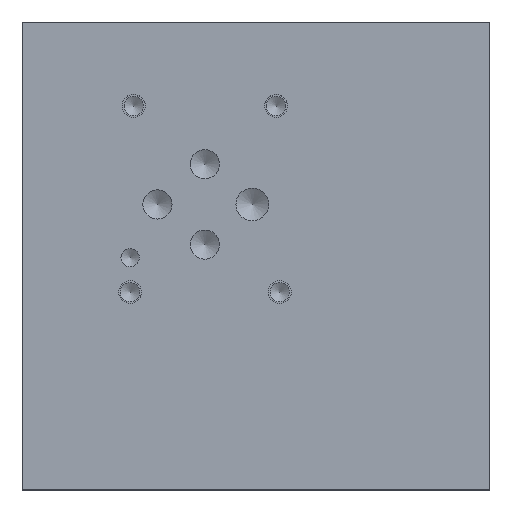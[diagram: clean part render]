
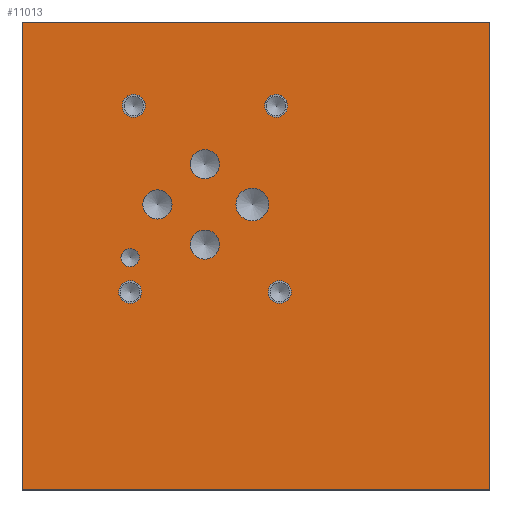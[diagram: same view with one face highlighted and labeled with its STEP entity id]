
A CAD part, top view. The second image highlights one B-rep face of the part: STEP entity #11013.
In plain terms, the highlighted planar face has unit normal (0, 0, 1).
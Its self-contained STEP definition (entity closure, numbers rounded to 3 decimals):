
#284=CIRCLE('',#11592,3.569);
#285=CIRCLE('',#11593,3.569);
#288=CIRCLE('',#11598,3.175);
#289=CIRCLE('',#11599,3.175);
#292=CIRCLE('',#11604,3.175);
#293=CIRCLE('',#11605,3.175);
#296=CIRCLE('',#11610,3.175);
#297=CIRCLE('',#11611,3.175);
#300=CIRCLE('',#11616,1.981);
#301=CIRCLE('',#11617,1.981);
#307=CIRCLE('',#11626,2.502);
#308=CIRCLE('',#11627,2.502);
#314=CIRCLE('',#11637,2.502);
#315=CIRCLE('',#11638,2.502);
#321=CIRCLE('',#11648,2.502);
#322=CIRCLE('',#11649,2.502);
#328=CIRCLE('',#11659,2.502);
#329=CIRCLE('',#11660,2.502);
#402=FACE_BOUND('',#2037,.T.);
#403=FACE_BOUND('',#2038,.T.);
#404=FACE_BOUND('',#2039,.T.);
#405=FACE_BOUND('',#2040,.T.);
#406=FACE_BOUND('',#2041,.T.);
#407=FACE_BOUND('',#2042,.T.);
#408=FACE_BOUND('',#2043,.T.);
#409=FACE_BOUND('',#2044,.T.);
#410=FACE_BOUND('',#2045,.T.);
#1402=FACE_OUTER_BOUND('',#2036,.T.);
#2036=EDGE_LOOP('',(#9678,#9679,#9680,#9681));
#2037=EDGE_LOOP('',(#9682,#9683));
#2038=EDGE_LOOP('',(#9684,#9685));
#2039=EDGE_LOOP('',(#9686,#9687));
#2040=EDGE_LOOP('',(#9688,#9689));
#2041=EDGE_LOOP('',(#9690,#9691));
#2042=EDGE_LOOP('',(#9692,#9693));
#2043=EDGE_LOOP('',(#9694,#9695));
#2044=EDGE_LOOP('',(#9696,#9697));
#2045=EDGE_LOOP('',(#9698,#9699));
#2392=LINE('',#16422,#3409);
#2817=LINE('',#17597,#3834);
#2875=LINE('',#17868,#3892);
#3063=LINE('',#19013,#4080);
#3409=VECTOR('',#12201,10.);
#3834=VECTOR('',#12930,10.);
#3892=VECTOR('',#13042,10.);
#4080=VECTOR('',#13956,10.);
#4449=VERTEX_POINT('',#16419);
#4450=VERTEX_POINT('',#16421);
#4768=VERTEX_POINT('',#17595);
#4826=VERTEX_POINT('',#17867);
#5072=VERTEX_POINT('',#18865);
#5073=VERTEX_POINT('',#18866);
#5077=VERTEX_POINT('',#18878);
#5078=VERTEX_POINT('',#18879);
#5082=VERTEX_POINT('',#18891);
#5083=VERTEX_POINT('',#18892);
#5087=VERTEX_POINT('',#18904);
#5088=VERTEX_POINT('',#18905);
#5092=VERTEX_POINT('',#18917);
#5093=VERTEX_POINT('',#18918);
#5100=VERTEX_POINT('',#18937);
#5101=VERTEX_POINT('',#18938);
#5108=VERTEX_POINT('',#18959);
#5109=VERTEX_POINT('',#18960);
#5116=VERTEX_POINT('',#18981);
#5117=VERTEX_POINT('',#18982);
#5124=VERTEX_POINT('',#19003);
#5125=VERTEX_POINT('',#19004);
#5677=EDGE_CURVE('',#4450,#4449,#2392,.T.);
#6144=EDGE_CURVE('',#4449,#4768,#2817,.T.);
#6226=EDGE_CURVE('',#4826,#4450,#2875,.T.);
#6583=EDGE_CURVE('',#5072,#5073,#284,.T.);
#6584=EDGE_CURVE('',#5073,#5072,#285,.T.);
#6589=EDGE_CURVE('',#5077,#5078,#288,.T.);
#6590=EDGE_CURVE('',#5078,#5077,#289,.T.);
#6595=EDGE_CURVE('',#5082,#5083,#292,.T.);
#6596=EDGE_CURVE('',#5083,#5082,#293,.T.);
#6601=EDGE_CURVE('',#5087,#5088,#296,.T.);
#6602=EDGE_CURVE('',#5088,#5087,#297,.T.);
#6607=EDGE_CURVE('',#5092,#5093,#300,.T.);
#6608=EDGE_CURVE('',#5093,#5092,#301,.T.);
#6616=EDGE_CURVE('',#5100,#5101,#307,.T.);
#6617=EDGE_CURVE('',#5101,#5100,#308,.T.);
#6626=EDGE_CURVE('',#5108,#5109,#314,.T.);
#6627=EDGE_CURVE('',#5109,#5108,#315,.T.);
#6636=EDGE_CURVE('',#5116,#5117,#321,.T.);
#6637=EDGE_CURVE('',#5117,#5116,#322,.T.);
#6646=EDGE_CURVE('',#5124,#5125,#328,.T.);
#6647=EDGE_CURVE('',#5125,#5124,#329,.T.);
#6651=EDGE_CURVE('',#4768,#4826,#3063,.T.);
#9678=ORIENTED_EDGE('',*,*,#5677,.T.);
#9679=ORIENTED_EDGE('',*,*,#6144,.T.);
#9680=ORIENTED_EDGE('',*,*,#6651,.T.);
#9681=ORIENTED_EDGE('',*,*,#6226,.T.);
#9682=ORIENTED_EDGE('',*,*,#6583,.T.);
#9683=ORIENTED_EDGE('',*,*,#6584,.T.);
#9684=ORIENTED_EDGE('',*,*,#6589,.T.);
#9685=ORIENTED_EDGE('',*,*,#6590,.T.);
#9686=ORIENTED_EDGE('',*,*,#6595,.T.);
#9687=ORIENTED_EDGE('',*,*,#6596,.T.);
#9688=ORIENTED_EDGE('',*,*,#6601,.T.);
#9689=ORIENTED_EDGE('',*,*,#6602,.T.);
#9690=ORIENTED_EDGE('',*,*,#6607,.T.);
#9691=ORIENTED_EDGE('',*,*,#6608,.T.);
#9692=ORIENTED_EDGE('',*,*,#6616,.T.);
#9693=ORIENTED_EDGE('',*,*,#6617,.T.);
#9694=ORIENTED_EDGE('',*,*,#6626,.T.);
#9695=ORIENTED_EDGE('',*,*,#6627,.T.);
#9696=ORIENTED_EDGE('',*,*,#6636,.T.);
#9697=ORIENTED_EDGE('',*,*,#6637,.T.);
#9698=ORIENTED_EDGE('',*,*,#6646,.T.);
#9699=ORIENTED_EDGE('',*,*,#6647,.T.);
#10026=PLANE('',#11666);
#11013=ADVANCED_FACE('',(#1402,#402,#403,#404,#405,#406,#407,#408,#409,
#410),#10026,.T.);
#11592=AXIS2_PLACEMENT_3D('',#18867,#13790,#13791);
#11593=AXIS2_PLACEMENT_3D('',#18868,#13792,#13793);
#11598=AXIS2_PLACEMENT_3D('',#18880,#13804,#13805);
#11599=AXIS2_PLACEMENT_3D('',#18881,#13806,#13807);
#11604=AXIS2_PLACEMENT_3D('',#18893,#13818,#13819);
#11605=AXIS2_PLACEMENT_3D('',#18894,#13820,#13821);
#11610=AXIS2_PLACEMENT_3D('',#18906,#13832,#13833);
#11611=AXIS2_PLACEMENT_3D('',#18907,#13834,#13835);
#11616=AXIS2_PLACEMENT_3D('',#18919,#13846,#13847);
#11617=AXIS2_PLACEMENT_3D('',#18920,#13848,#13849);
#11626=AXIS2_PLACEMENT_3D('',#18939,#13868,#13869);
#11627=AXIS2_PLACEMENT_3D('',#18940,#13870,#13871);
#11637=AXIS2_PLACEMENT_3D('',#18961,#13893,#13894);
#11638=AXIS2_PLACEMENT_3D('',#18962,#13895,#13896);
#11648=AXIS2_PLACEMENT_3D('',#18983,#13918,#13919);
#11649=AXIS2_PLACEMENT_3D('',#18984,#13920,#13921);
#11659=AXIS2_PLACEMENT_3D('',#19005,#13943,#13944);
#11660=AXIS2_PLACEMENT_3D('',#19006,#13945,#13946);
#11666=AXIS2_PLACEMENT_3D('',#19016,#13961,#13962);
#12201=DIRECTION('',(1.,0.,0.));
#12930=DIRECTION('',(0.,1.,0.));
#13042=DIRECTION('',(0.,-1.,0.));
#13790=DIRECTION('center_axis',(0.,0.,-1.));
#13791=DIRECTION('ref_axis',(1.,0.,0.));
#13792=DIRECTION('center_axis',(0.,0.,-1.));
#13793=DIRECTION('ref_axis',(1.,0.,0.));
#13804=DIRECTION('center_axis',(0.,0.,-1.));
#13805=DIRECTION('ref_axis',(1.,0.,0.));
#13806=DIRECTION('center_axis',(0.,0.,-1.));
#13807=DIRECTION('ref_axis',(1.,0.,0.));
#13818=DIRECTION('center_axis',(0.,0.,-1.));
#13819=DIRECTION('ref_axis',(1.,0.,0.));
#13820=DIRECTION('center_axis',(0.,0.,-1.));
#13821=DIRECTION('ref_axis',(1.,0.,0.));
#13832=DIRECTION('center_axis',(0.,0.,-1.));
#13833=DIRECTION('ref_axis',(1.,0.,0.));
#13834=DIRECTION('center_axis',(0.,0.,-1.));
#13835=DIRECTION('ref_axis',(1.,0.,0.));
#13846=DIRECTION('center_axis',(0.,0.,-1.));
#13847=DIRECTION('ref_axis',(1.,0.,0.));
#13848=DIRECTION('center_axis',(0.,0.,-1.));
#13849=DIRECTION('ref_axis',(1.,0.,0.));
#13868=DIRECTION('center_axis',(0.,0.,-1.));
#13869=DIRECTION('ref_axis',(1.,0.,0.));
#13870=DIRECTION('center_axis',(0.,0.,-1.));
#13871=DIRECTION('ref_axis',(1.,0.,0.));
#13893=DIRECTION('center_axis',(0.,0.,-1.));
#13894=DIRECTION('ref_axis',(1.,0.,0.));
#13895=DIRECTION('center_axis',(0.,0.,-1.));
#13896=DIRECTION('ref_axis',(1.,0.,0.));
#13918=DIRECTION('center_axis',(0.,0.,-1.));
#13919=DIRECTION('ref_axis',(1.,0.,0.));
#13920=DIRECTION('center_axis',(0.,0.,-1.));
#13921=DIRECTION('ref_axis',(1.,0.,0.));
#13943=DIRECTION('center_axis',(0.,0.,-1.));
#13944=DIRECTION('ref_axis',(1.,0.,0.));
#13945=DIRECTION('center_axis',(0.,0.,-1.));
#13946=DIRECTION('ref_axis',(1.,0.,0.));
#13956=DIRECTION('',(-1.,0.,0.));
#13961=DIRECTION('center_axis',(0.,0.,1.));
#13962=DIRECTION('ref_axis',(1.,0.,0.));
#16419=CARTESIAN_POINT('',(101.6,0.,101.6));
#16421=CARTESIAN_POINT('',(0.,0.,101.6));
#16422=CARTESIAN_POINT('',(0.,0.,101.6));
#17595=CARTESIAN_POINT('',(101.6,101.6,101.6));
#17597=CARTESIAN_POINT('',(101.6,0.,101.6));
#17867=CARTESIAN_POINT('',(0.,101.6,101.6));
#17868=CARTESIAN_POINT('',(0.,101.6,101.6));
#18865=CARTESIAN_POINT('',(53.581,61.925,101.6));
#18866=CARTESIAN_POINT('',(46.444,61.925,101.6));
#18867=CARTESIAN_POINT('Origin',(50.013,61.925,101.6));
#18868=CARTESIAN_POINT('Origin',(50.013,61.925,101.6));
#18878=CARTESIAN_POINT('',(42.85,70.663,101.6));
#18879=CARTESIAN_POINT('',(36.5,70.663,101.6));
#18880=CARTESIAN_POINT('Origin',(39.675,70.663,101.6));
#18881=CARTESIAN_POINT('Origin',(39.675,70.663,101.6));
#18891=CARTESIAN_POINT('',(32.537,61.925,101.6));
#18892=CARTESIAN_POINT('',(26.187,61.925,101.6));
#18893=CARTESIAN_POINT('Origin',(29.362,61.925,101.6));
#18894=CARTESIAN_POINT('Origin',(29.362,61.925,101.6));
#18904=CARTESIAN_POINT('',(42.85,53.188,101.6));
#18905=CARTESIAN_POINT('',(36.5,53.188,101.6));
#18906=CARTESIAN_POINT('Origin',(39.675,53.188,101.6));
#18907=CARTESIAN_POINT('Origin',(39.675,53.188,101.6));
#18917=CARTESIAN_POINT('',(25.4,50.368,101.6));
#18918=CARTESIAN_POINT('',(21.438,50.368,101.6));
#18919=CARTESIAN_POINT('Origin',(23.419,50.368,101.6));
#18920=CARTESIAN_POINT('Origin',(23.419,50.368,101.6));
#18937=CARTESIAN_POINT('',(58.458,42.875,101.6));
#18938=CARTESIAN_POINT('',(53.454,42.875,101.6));
#18939=CARTESIAN_POINT('Origin',(55.956,42.875,101.6));
#18940=CARTESIAN_POINT('Origin',(55.956,42.875,101.6));
#18959=CARTESIAN_POINT('',(26.708,83.363,101.6));
#18960=CARTESIAN_POINT('',(21.704,83.363,101.6));
#18961=CARTESIAN_POINT('Origin',(24.206,83.363,101.6));
#18962=CARTESIAN_POINT('Origin',(24.206,83.363,101.6));
#18981=CARTESIAN_POINT('',(57.671,83.363,101.6));
#18982=CARTESIAN_POINT('',(52.667,83.363,101.6));
#18983=CARTESIAN_POINT('Origin',(55.169,83.363,101.6));
#18984=CARTESIAN_POINT('Origin',(55.169,83.363,101.6));
#19003=CARTESIAN_POINT('',(25.921,42.875,101.6));
#19004=CARTESIAN_POINT('',(20.917,42.875,101.6));
#19005=CARTESIAN_POINT('Origin',(23.419,42.875,101.6));
#19006=CARTESIAN_POINT('Origin',(23.419,42.875,101.6));
#19013=CARTESIAN_POINT('',(101.6,101.6,101.6));
#19016=CARTESIAN_POINT('Origin',(50.8,50.8,101.6));
